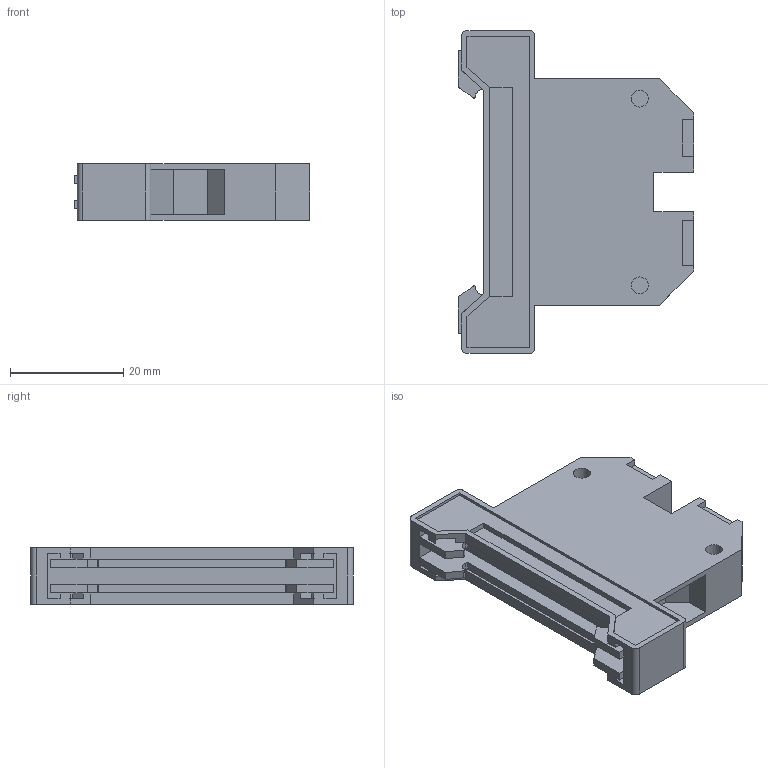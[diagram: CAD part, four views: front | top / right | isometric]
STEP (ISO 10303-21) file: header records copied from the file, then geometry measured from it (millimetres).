
FILE_DESCRIPTION (( 'STEP AP203' ), '1' );
FILE_NAME ('YZN20-010-K52 Çàæèì íàáîðíûé ÇÍÈ-10PEN 10ìì2 (JXB-çåìëÿ) ÈÝÊ.STEP', '2016-08-24T07:37:19', ( '' ), ( '' ), 'SwSTEP 2.0', 'SolidWorks 2014', '' );
FILE_SCHEMA (( 'CONFIG_CONTROL_DESIGN' ));
Length unit declared in the file: millimetre
Products named in the file (1): YZN20-010-K52 Çàæèì íàáîðíûé ÇÍÈ-10PEN 10ìì2 (JXB-çåìëÿ) ÈÝÊ
Bounding box: 41.5 x 57 x 10 mm (x, y, z)
Volume: 13264.3 mm3; surface area: 7167.1 mm2
Topology: 1 solids, 1 shells, 270 faces, 729 edges, 478 vertices
Faces by surface type: plane 217, cylinder 30, bspline 23
Entity records: 9844 total; most frequent: CARTESIAN_POINT 3069, ORIENTED_EDGE 1458, DIRECTION 1239, EDGE_CURVE 729, LINE 623, VECTOR 623, VERTEX_POINT 478, AXIS2_PLACEMENT_3D 308
